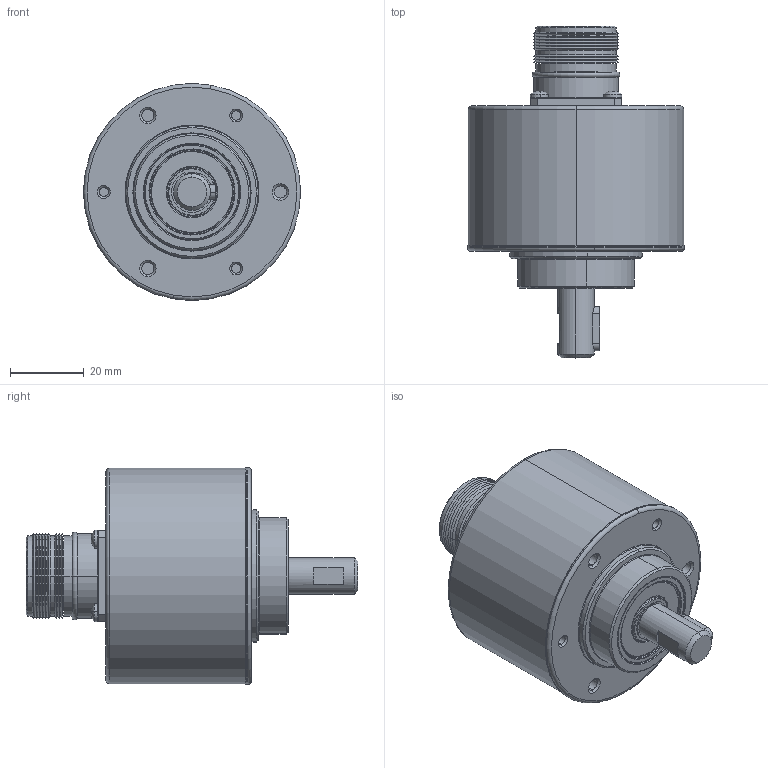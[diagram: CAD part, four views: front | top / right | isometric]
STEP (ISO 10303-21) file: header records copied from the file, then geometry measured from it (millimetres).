
FILE_DESCRIPTION (( 'STEP AP203' ), '1' );
FILE_NAME ('M026_DSM5H10_6A.STEP', '2018-04-06T13:55:49', ( '' ), ( '' ), 'SwSTEP 2.0', 'SolidWorks 2016', '' );
FILE_SCHEMA (( 'CONFIG_CONTROL_DESIGN' ));
Length unit declared in the file: millimetre
Products named in the file (1): M026_DSM5H10_6A
Bounding box: 59 x 90.2 x 59 mm (x, y, z)
Surface area: 20991.7 mm2 (no closed solid volume)
Topology: 0 solids, 16 shells, 319 faces, 804 edges, 518 vertices
Faces by surface type: plane 96, cylinder 95, cone 72, torus 56
Entity records: 9746 total; most frequent: CARTESIAN_POINT 1972, DIRECTION 1754, ORIENTED_EDGE 1402, EDGE_CURVE 804, AXIS2_PLACEMENT_3D 712, VERTEX_POINT 518, CIRCLE 392, EDGE_LOOP 362
